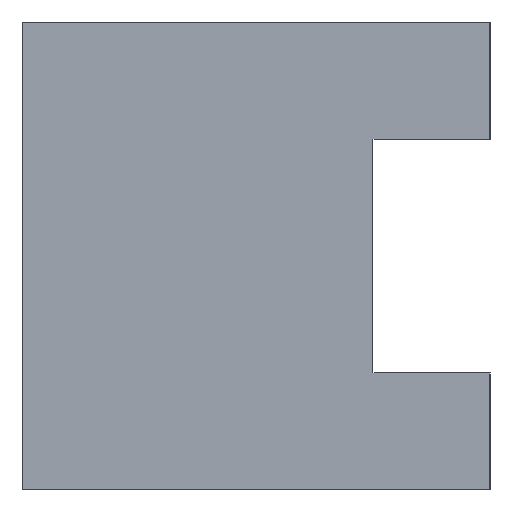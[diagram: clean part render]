
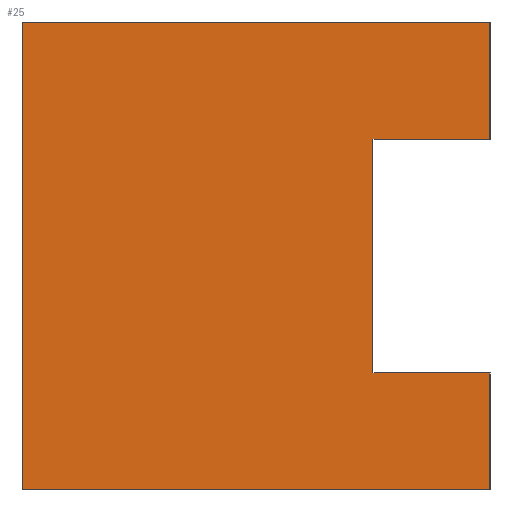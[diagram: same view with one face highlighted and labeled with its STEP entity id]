
A CAD part, left-side view. The second image highlights one B-rep face of the part: STEP entity #25.
In plain terms, the highlighted planar face has unit normal (-1, 0, 0).
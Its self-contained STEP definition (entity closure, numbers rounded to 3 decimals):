
#10 = DIRECTION ( 'NONE',  ( 0., 0., -1. ) ) ;
#12 = CARTESIAN_POINT ( 'NONE',  ( 0., 7., 7. ) ) ;
#25 = ADVANCED_FACE ( 'NONE', ( #391 ), #366, .F. ) ;
#27 = VECTOR ( 'NONE', #478, 1000. ) ;
#28 = VERTEX_POINT ( 'NONE', #407 ) ;
#30 = CARTESIAN_POINT ( 'NONE',  ( 0., 7., 7. ) ) ;
#43 = CARTESIAN_POINT ( 'NONE',  ( 0., 0., 7. ) ) ;
#49 = VECTOR ( 'NONE', #493, 1000. ) ;
#50 = VECTOR ( 'NONE', #226, 1000. ) ;
#52 = ORIENTED_EDGE ( 'NONE', *, *, #397, .T. ) ;
#55 = CARTESIAN_POINT ( 'NONE',  ( 0., 0., 21. ) ) ;
#74 = CARTESIAN_POINT ( 'NONE',  ( 0., 7., 21. ) ) ;
#77 = VERTEX_POINT ( 'NONE', #30 ) ;
#81 = EDGE_CURVE ( 'NONE', #28, #315, #254, .T. ) ;
#85 = AXIS2_PLACEMENT_3D ( 'NONE', #238, #284, #361 ) ;
#115 = LINE ( 'NONE', #440, #50 ) ;
#117 = ORIENTED_EDGE ( 'NONE', *, *, #318, .T. ) ;
#133 = VECTOR ( 'NONE', #10, 1000. ) ;
#152 = VERTEX_POINT ( 'NONE', #160 ) ;
#154 = EDGE_CURVE ( 'NONE', #152, #439, #523, .T. ) ;
#155 = VECTOR ( 'NONE', #199, 1000. ) ;
#160 = CARTESIAN_POINT ( 'NONE',  ( 0., 28., 28. ) ) ;
#166 = CARTESIAN_POINT ( 'NONE',  ( 0., 28., 28. ) ) ;
#179 = EDGE_CURVE ( 'NONE', #313, #430, #416, .T. ) ;
#199 = DIRECTION ( 'NONE',  ( 0., -1., 0. ) ) ;
#221 = CARTESIAN_POINT ( 'NONE',  ( 0., 0., 28. ) ) ;
#224 = VECTOR ( 'NONE', #251, 1000. ) ;
#226 = DIRECTION ( 'NONE',  ( 0., 0., 1. ) ) ;
#238 = CARTESIAN_POINT ( 'NONE',  ( 0., 0., 28. ) ) ;
#240 = VECTOR ( 'NONE', #557, 1000. ) ;
#251 = DIRECTION ( 'NONE',  ( 0., -1., 0. ) ) ;
#254 = LINE ( 'NONE', #451, #240 ) ;
#259 = DIRECTION ( 'NONE',  ( 0., 0., -1. ) ) ;
#265 = CARTESIAN_POINT ( 'NONE',  ( 0., 7., 21. ) ) ;
#274 = VERTEX_POINT ( 'NONE', #43 ) ;
#284 = DIRECTION ( 'NONE',  ( 1., 0., 0. ) ) ;
#285 = ORIENTED_EDGE ( 'NONE', *, *, #81, .T. ) ;
#286 = EDGE_LOOP ( 'NONE', ( #52, #117, #372, #554, #382, #419, #285, #331 ) ) ;
#295 = LINE ( 'NONE', #12, #27 ) ;
#301 = CARTESIAN_POINT ( 'NONE',  ( 0., 0., 28. ) ) ;
#306 = EDGE_CURVE ( 'NONE', #152, #28, #428, .T. ) ;
#313 = VERTEX_POINT ( 'NONE', #265 ) ;
#315 = VERTEX_POINT ( 'NONE', #524 ) ;
#318 = EDGE_CURVE ( 'NONE', #77, #313, #115, .T. ) ;
#331 = ORIENTED_EDGE ( 'NONE', *, *, #376, .F. ) ;
#335 = LINE ( 'NONE', #221, #133 ) ;
#349 = CARTESIAN_POINT ( 'NONE',  ( 0., 0., 28. ) ) ;
#361 = DIRECTION ( 'NONE',  ( 0., 0., -1. ) ) ;
#366 = PLANE ( 'NONE',  #85 ) ;
#372 = ORIENTED_EDGE ( 'NONE', *, *, #179, .T. ) ;
#375 = VECTOR ( 'NONE', #259, 1000. ) ;
#376 = EDGE_CURVE ( 'NONE', #274, #315, #335, .T. ) ;
#382 = ORIENTED_EDGE ( 'NONE', *, *, #154, .F. ) ;
#391 = FACE_OUTER_BOUND ( 'NONE', #286, .T. ) ;
#397 = EDGE_CURVE ( 'NONE', #274, #77, #295, .T. ) ;
#407 = CARTESIAN_POINT ( 'NONE',  ( 0., 28., 0. ) ) ;
#416 = LINE ( 'NONE', #74, #155 ) ;
#419 = ORIENTED_EDGE ( 'NONE', *, *, #306, .T. ) ;
#428 = LINE ( 'NONE', #166, #375 ) ;
#430 = VERTEX_POINT ( 'NONE', #55 ) ;
#437 = LINE ( 'NONE', #527, #49 ) ;
#439 = VERTEX_POINT ( 'NONE', #349 ) ;
#440 = CARTESIAN_POINT ( 'NONE',  ( 0., 7., 21. ) ) ;
#451 = CARTESIAN_POINT ( 'NONE',  ( 0., 0., 0. ) ) ;
#463 = EDGE_CURVE ( 'NONE', #439, #430, #437, .T. ) ;
#478 = DIRECTION ( 'NONE',  ( 0., 1., 0. ) ) ;
#493 = DIRECTION ( 'NONE',  ( 0., 0., -1. ) ) ;
#523 = LINE ( 'NONE', #301, #224 ) ;
#524 = CARTESIAN_POINT ( 'NONE',  ( 0., 0., 0. ) ) ;
#527 = CARTESIAN_POINT ( 'NONE',  ( 0., 0., 28. ) ) ;
#554 = ORIENTED_EDGE ( 'NONE', *, *, #463, .F. ) ;
#557 = DIRECTION ( 'NONE',  ( 0., -1., 0. ) ) ;
